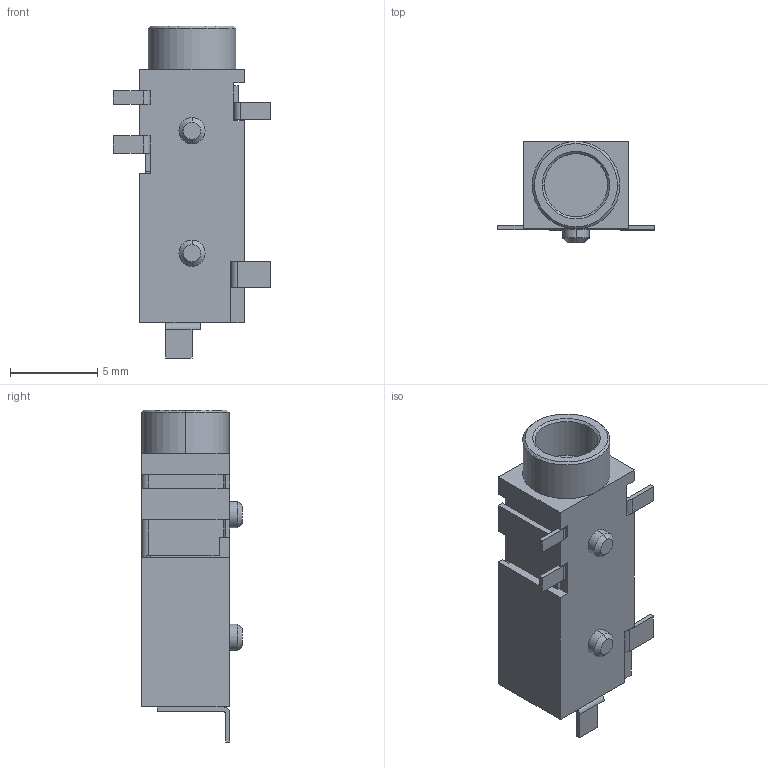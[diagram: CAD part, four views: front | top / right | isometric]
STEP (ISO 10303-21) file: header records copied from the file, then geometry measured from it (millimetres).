
FILE_DESCRIPTION (( 'STEP AP214' ), '1' );
FILE_NAME ('35RASMT4BHNTRX.STEP', '2019-01-24T12:32:45', ( '' ), ( '' ), 'SwSTEP 2.0', 'SolidWorks 2017', '' );
FILE_SCHEMA (( 'AUTOMOTIVE_DESIGN' ));
Length unit declared in the file: inch
Products named in the file (1): 35RASMT4BHNTRX
Bounding box: 8.99 x 5.77 x 19 mm (x, y, z)
Volume: 453.9 mm3; surface area: 567.4 mm2
Topology: 6 solids, 6 shells, 124 faces, 315 edges, 206 vertices
Faces by surface type: plane 94, cylinder 22, cone 8
Entity records: 3796 total; most frequent: CARTESIAN_POINT 646, ORIENTED_EDGE 630, DIRECTION 623, EDGE_CURVE 315, LINE 257, VECTOR 257, VERTEX_POINT 206, AXIS2_PLACEMENT_3D 183
